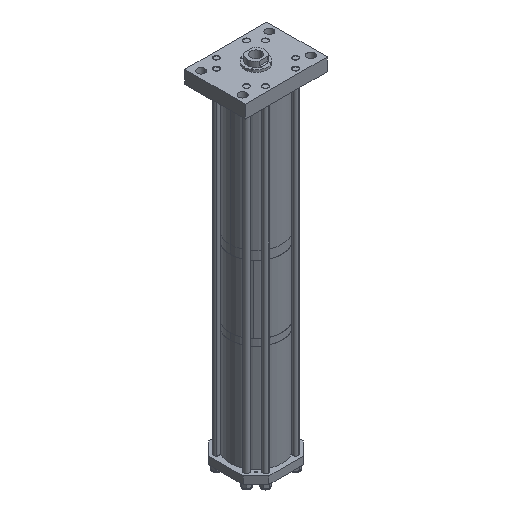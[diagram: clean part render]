
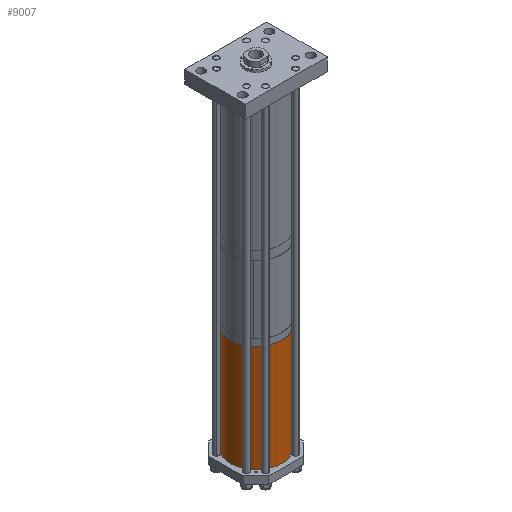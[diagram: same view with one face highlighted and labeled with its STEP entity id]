
A CAD part, isometric view. The second image highlights one B-rep face of the part: STEP entity #9007.
In plain terms, the highlighted cylindrical face has radius 152.4 mm (diameter 304.8 mm), a partial arc.
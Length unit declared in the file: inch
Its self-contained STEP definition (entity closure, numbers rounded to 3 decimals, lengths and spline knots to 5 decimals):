
#266 = CARTESIAN_POINT ( 'NONE',  ( -6., 0., 0. ) ) ;
#640 = VERTEX_POINT ( 'NONE', #266 ) ;
#692 = LINE ( 'NONE', #6415, #6367 ) ;
#753 = EDGE_CURVE ( 'NONE', #640, #3626, #10065, .T. ) ;
#768 = AXIS2_PLACEMENT_3D ( 'NONE', #1918, #11517, #5473 ) ;
#879 = DIRECTION ( 'NONE',  ( -1., 0., 0. ) ) ;
#894 = ORIENTED_EDGE ( 'NONE', *, *, #753, .T. ) ;
#937 = CARTESIAN_POINT ( 'NONE',  ( 6., 0., 24.756 ) ) ;
#1764 = LINE ( 'NONE', #5521, #11367 ) ;
#1918 = CARTESIAN_POINT ( 'NONE',  ( 0., 0., 24.756 ) ) ;
#2575 = VERTEX_POINT ( 'NONE', #937 ) ;
#2680 = CARTESIAN_POINT ( 'NONE',  ( 0., 0., 24.756 ) ) ;
#2813 = DIRECTION ( 'NONE',  ( 0., 0., -1. ) ) ;
#3626 = VERTEX_POINT ( 'NONE', #9579 ) ;
#4401 = DIRECTION ( 'NONE',  ( 0., 0., -1. ) ) ;
#4416 = ORIENTED_EDGE ( 'NONE', *, *, #9818, .F. ) ;
#4996 = FACE_OUTER_BOUND ( 'NONE', #8517, .T. ) ;
#5473 = DIRECTION ( 'NONE',  ( 1., 0., 0. ) ) ;
#5521 = CARTESIAN_POINT ( 'NONE',  ( 6., 0., 24.756 ) ) ;
#6090 = ORIENTED_EDGE ( 'NONE', *, *, #6679, .F. ) ;
#6207 = CIRCLE ( 'NONE', #768, 6. ) ;
#6367 = VECTOR ( 'NONE', #9934, 39.37008 ) ;
#6415 = CARTESIAN_POINT ( 'NONE',  ( -6., 0., 24.756 ) ) ;
#6440 = CARTESIAN_POINT ( 'NONE',  ( -6., 0., 24.756 ) ) ;
#6679 = EDGE_CURVE ( 'NONE', #2575, #3626, #1764, .T. ) ;
#6725 = VERTEX_POINT ( 'NONE', #6440 ) ;
#7590 = AXIS2_PLACEMENT_3D ( 'NONE', #2680, #4401, #879 ) ;
#7934 = AXIS2_PLACEMENT_3D ( 'NONE', #10002, #11039, #8371 ) ;
#8150 = ORIENTED_EDGE ( 'NONE', *, *, #11118, .T. ) ;
#8371 = DIRECTION ( 'NONE',  ( 1., 0., 0. ) ) ;
#8517 = EDGE_LOOP ( 'NONE', ( #6090, #4416, #8150, #894 ) ) ;
#8933 = CYLINDRICAL_SURFACE ( 'NONE', #7590, 6. ) ;
#9007 = ADVANCED_FACE ( 'NONE', ( #4996 ), #8933, .T. ) ;
#9579 = CARTESIAN_POINT ( 'NONE',  ( 6., 0., 0. ) ) ;
#9818 = EDGE_CURVE ( 'NONE', #6725, #2575, #6207, .T. ) ;
#9934 = DIRECTION ( 'NONE',  ( 0., 0., -1. ) ) ;
#10002 = CARTESIAN_POINT ( 'NONE',  ( 0., 0., 0. ) ) ;
#10065 = CIRCLE ( 'NONE', #7934, 6. ) ;
#11039 = DIRECTION ( 'NONE',  ( 0., 0., 1. ) ) ;
#11118 = EDGE_CURVE ( 'NONE', #6725, #640, #692, .T. ) ;
#11367 = VECTOR ( 'NONE', #2813, 39.37008 ) ;
#11517 = DIRECTION ( 'NONE',  ( 0., 0., 1. ) ) ;
